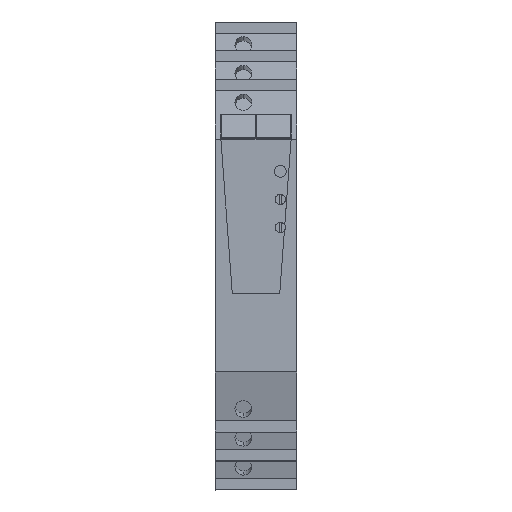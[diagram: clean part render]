
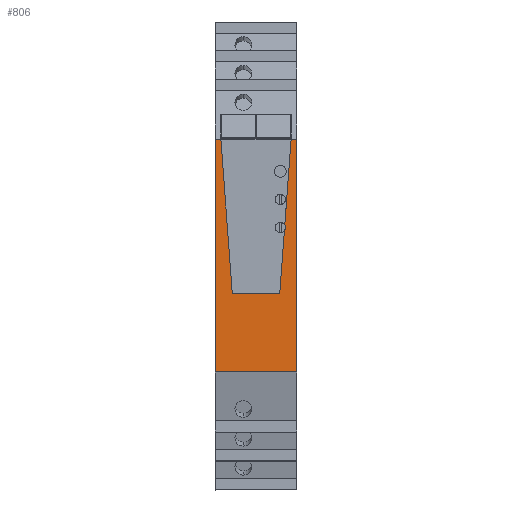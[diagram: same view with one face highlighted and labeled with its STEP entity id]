
A CAD part, top view. The second image highlights one B-rep face of the part: STEP entity #806.
In plain terms, the highlighted planar face has unit normal (0, 0, 1).
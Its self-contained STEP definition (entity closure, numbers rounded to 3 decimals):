
#660=AXIS2_PLACEMENT_3D('Plane Axis2P3D',#657,#658,#659) ;
#774=AXIS2_PLACEMENT_3D('Circle Axis2P3D',#772,#773,$) ;
#584=CARTESIAN_POINT('Vertex',(0.,74.871,89.1)) ;
#587=CARTESIAN_POINT('Line Origine',(0.625,74.871,89.1)) ;
#591=CARTESIAN_POINT('Vertex',(1.25,74.871,89.1)) ;
#612=CARTESIAN_POINT('Vertex',(16.25,74.871,89.1)) ;
#615=CARTESIAN_POINT('Line Origine',(16.875,74.871,89.1)) ;
#619=CARTESIAN_POINT('Vertex',(17.5,74.871,89.1)) ;
#657=CARTESIAN_POINT('Axis2P3D Location',(1.25,100.,89.1)) ;
#662=CARTESIAN_POINT('Line Origine',(13.75,41.85,89.1)) ;
#666=CARTESIAN_POINT('Vertex',(13.821,41.85,89.1)) ;
#668=CARTESIAN_POINT('Vertex',(13.679,41.85,89.1)) ;
#671=CARTESIAN_POINT('Line Origine',(12.322,41.85,89.1)) ;
#675=CARTESIAN_POINT('Vertex',(10.965,41.85,89.1)) ;
#678=CARTESIAN_POINT('Line Origine',(9.25,41.85,89.1)) ;
#682=CARTESIAN_POINT('Vertex',(7.535,41.85,89.1)) ;
#685=CARTESIAN_POINT('Line Origine',(5.607,41.85,89.1)) ;
#689=CARTESIAN_POINT('Vertex',(3.679,41.85,89.1)) ;
#692=CARTESIAN_POINT('Line Origine',(2.965,51.549,89.1)) ;
#696=CARTESIAN_POINT('Vertex',(2.251,61.249,89.1)) ;
#699=CARTESIAN_POINT('Line Origine',(2.247,61.297,89.1)) ;
#703=CARTESIAN_POINT('Vertex',(2.244,61.346,89.1)) ;
#706=CARTESIAN_POINT('Line Origine',(2.201,61.923,89.1)) ;
#710=CARTESIAN_POINT('Vertex',(2.159,62.5,89.1)) ;
#713=CARTESIAN_POINT('Line Origine',(2.155,62.548,89.1)) ;
#717=CARTESIAN_POINT('Vertex',(2.152,62.597,89.1)) ;
#720=CARTESIAN_POINT('Line Origine',(1.701,68.724,89.1)) ;
#724=CARTESIAN_POINT('Vertex',(1.25,74.85,89.1)) ;
#727=CARTESIAN_POINT('Line Origine',(1.25,74.86,89.1)) ;
#732=CARTESIAN_POINT('Line Origine',(0.,50.,89.1)) ;
#736=CARTESIAN_POINT('Vertex',(0.,25.129,89.1)) ;
#739=CARTESIAN_POINT('Line Origine',(8.75,25.129,89.1)) ;
#743=CARTESIAN_POINT('Vertex',(17.5,25.129,89.1)) ;
#746=CARTESIAN_POINT('Line Origine',(17.5,50.,89.1)) ;
#751=CARTESIAN_POINT('Line Origine',(16.25,74.85,89.1)) ;
#755=CARTESIAN_POINT('Vertex',(16.25,74.83,89.1)) ;
#758=CARTESIAN_POINT('Line Origine',(16.249,74.83,89.1)) ;
#762=CARTESIAN_POINT('Vertex',(16.249,74.83,89.1)) ;
#765=CARTESIAN_POINT('Line Origine',(15.576,65.69,89.1)) ;
#769=CARTESIAN_POINT('Vertex',(14.903,56.549,89.1)) ;
#772=CARTESIAN_POINT('Axis2P3D Location',(13.95,56.,89.1)) ;
#776=CARTESIAN_POINT('Vertex',(14.812,55.317,89.1)) ;
#779=CARTESIAN_POINT('Line Origine',(14.317,48.584,89.1)) ;
#588=DIRECTION('Vector Direction',(1.,0.,0.)) ;
#616=DIRECTION('Vector Direction',(-1.,0.,0.)) ;
#658=DIRECTION('Axis2P3D Direction',(0.,-0.,-1.)) ;
#659=DIRECTION('Axis2P3D XDirection',(0.,-1.,0.)) ;
#663=DIRECTION('Vector Direction',(-1.,0.,0.)) ;
#672=DIRECTION('Vector Direction',(-1.,0.,0.)) ;
#679=DIRECTION('Vector Direction',(-1.,0.,0.)) ;
#686=DIRECTION('Vector Direction',(-1.,0.,0.)) ;
#693=DIRECTION('Vector Direction',(-0.073,0.997,0.)) ;
#700=DIRECTION('Vector Direction',(-0.073,0.997,0.)) ;
#707=DIRECTION('Vector Direction',(-0.073,0.997,0.)) ;
#714=DIRECTION('Vector Direction',(-0.073,0.997,0.)) ;
#721=DIRECTION('Vector Direction',(0.073,-0.997,0.)) ;
#728=DIRECTION('Vector Direction',(0.,-1.,0.)) ;
#733=DIRECTION('Vector Direction',(0.,-1.,0.)) ;
#740=DIRECTION('Vector Direction',(1.,0.,0.)) ;
#747=DIRECTION('Vector Direction',(0.,1.,0.)) ;
#752=DIRECTION('Vector Direction',(0.,1.,0.)) ;
#759=DIRECTION('Vector Direction',(-1.,0.,0.)) ;
#766=DIRECTION('Vector Direction',(0.073,0.997,0.)) ;
#773=DIRECTION('Axis2P3D Direction',(0.,-0.,-1.)) ;
#780=DIRECTION('Vector Direction',(0.073,0.997,0.)) ;
#589=VECTOR('Line Direction',#588,1.) ;
#617=VECTOR('Line Direction',#616,1.) ;
#664=VECTOR('Line Direction',#663,1.) ;
#673=VECTOR('Line Direction',#672,1.) ;
#680=VECTOR('Line Direction',#679,1.) ;
#687=VECTOR('Line Direction',#686,1.) ;
#694=VECTOR('Line Direction',#693,1.) ;
#701=VECTOR('Line Direction',#700,1.) ;
#708=VECTOR('Line Direction',#707,1.) ;
#715=VECTOR('Line Direction',#714,1.) ;
#722=VECTOR('Line Direction',#721,1.) ;
#729=VECTOR('Line Direction',#728,1.) ;
#734=VECTOR('Line Direction',#733,1.) ;
#741=VECTOR('Line Direction',#740,1.) ;
#748=VECTOR('Line Direction',#747,1.) ;
#753=VECTOR('Line Direction',#752,1.) ;
#760=VECTOR('Line Direction',#759,1.) ;
#767=VECTOR('Line Direction',#766,1.) ;
#781=VECTOR('Line Direction',#780,1.) ;
#785=ORIENTED_EDGE('',*,*,#670,.T.) ;
#786=ORIENTED_EDGE('',*,*,#677,.T.) ;
#787=ORIENTED_EDGE('',*,*,#684,.T.) ;
#788=ORIENTED_EDGE('',*,*,#691,.T.) ;
#789=ORIENTED_EDGE('',*,*,#698,.T.) ;
#790=ORIENTED_EDGE('',*,*,#705,.T.) ;
#791=ORIENTED_EDGE('',*,*,#712,.T.) ;
#792=ORIENTED_EDGE('',*,*,#719,.T.) ;
#793=ORIENTED_EDGE('',*,*,#726,.F.) ;
#794=ORIENTED_EDGE('',*,*,#731,.F.) ;
#795=ORIENTED_EDGE('',*,*,#593,.F.) ;
#796=ORIENTED_EDGE('',*,*,#738,.F.) ;
#797=ORIENTED_EDGE('',*,*,#745,.T.) ;
#798=ORIENTED_EDGE('',*,*,#750,.F.) ;
#799=ORIENTED_EDGE('',*,*,#621,.F.) ;
#800=ORIENTED_EDGE('',*,*,#757,.F.) ;
#801=ORIENTED_EDGE('',*,*,#764,.T.) ;
#802=ORIENTED_EDGE('',*,*,#771,.F.) ;
#803=ORIENTED_EDGE('',*,*,#778,.F.) ;
#804=ORIENTED_EDGE('',*,*,#783,.F.) ;
#806=ADVANCED_FACE('GEHAEUSE',(#805),#661,.F.) ;
#775=CIRCLE('generated circle',#774,1.1) ;
#593=EDGE_CURVE('',#585,#592,#590,.T.) ;
#621=EDGE_CURVE('',#613,#620,#618,.F.) ;
#670=EDGE_CURVE('',#667,#669,#665,.T.) ;
#677=EDGE_CURVE('',#669,#676,#674,.T.) ;
#684=EDGE_CURVE('',#676,#683,#681,.T.) ;
#691=EDGE_CURVE('',#683,#690,#688,.T.) ;
#698=EDGE_CURVE('',#690,#697,#695,.T.) ;
#705=EDGE_CURVE('',#697,#704,#702,.T.) ;
#712=EDGE_CURVE('',#704,#711,#709,.T.) ;
#719=EDGE_CURVE('',#711,#718,#716,.T.) ;
#726=EDGE_CURVE('',#725,#718,#723,.T.) ;
#731=EDGE_CURVE('',#592,#725,#730,.T.) ;
#738=EDGE_CURVE('',#737,#585,#735,.F.) ;
#745=EDGE_CURVE('',#737,#744,#742,.T.) ;
#750=EDGE_CURVE('',#620,#744,#749,.F.) ;
#757=EDGE_CURVE('',#756,#613,#754,.T.) ;
#764=EDGE_CURVE('',#756,#763,#761,.T.) ;
#771=EDGE_CURVE('',#770,#763,#768,.T.) ;
#778=EDGE_CURVE('',#777,#770,#775,.F.) ;
#783=EDGE_CURVE('',#667,#777,#782,.T.) ;
#784=EDGE_LOOP('',(#785,#786,#787,#788,#789,#790,#791,#792,#793,#794,#795,#796,#797,#798,#799,#800,#801,#802,#803,#804)) ;
#805=FACE_OUTER_BOUND('',#784,.T.) ;
#590=LINE('Line',#587,#589) ;
#618=LINE('Line',#615,#617) ;
#665=LINE('Line',#662,#664) ;
#674=LINE('Line',#671,#673) ;
#681=LINE('Line',#678,#680) ;
#688=LINE('Line',#685,#687) ;
#695=LINE('Line',#692,#694) ;
#702=LINE('Line',#699,#701) ;
#709=LINE('Line',#706,#708) ;
#716=LINE('Line',#713,#715) ;
#723=LINE('Line',#720,#722) ;
#730=LINE('Line',#727,#729) ;
#735=LINE('Line',#732,#734) ;
#742=LINE('Line',#739,#741) ;
#749=LINE('Line',#746,#748) ;
#754=LINE('Line',#751,#753) ;
#761=LINE('Line',#758,#760) ;
#768=LINE('Line',#765,#767) ;
#782=LINE('Line',#779,#781) ;
#661=PLANE('',#660) ;
#585=VERTEX_POINT('',#584) ;
#592=VERTEX_POINT('',#591) ;
#613=VERTEX_POINT('',#612) ;
#620=VERTEX_POINT('',#619) ;
#667=VERTEX_POINT('',#666) ;
#669=VERTEX_POINT('',#668) ;
#676=VERTEX_POINT('',#675) ;
#683=VERTEX_POINT('',#682) ;
#690=VERTEX_POINT('',#689) ;
#697=VERTEX_POINT('',#696) ;
#704=VERTEX_POINT('',#703) ;
#711=VERTEX_POINT('',#710) ;
#718=VERTEX_POINT('',#717) ;
#725=VERTEX_POINT('',#724) ;
#737=VERTEX_POINT('',#736) ;
#744=VERTEX_POINT('',#743) ;
#756=VERTEX_POINT('',#755) ;
#763=VERTEX_POINT('',#762) ;
#770=VERTEX_POINT('',#769) ;
#777=VERTEX_POINT('',#776) ;
